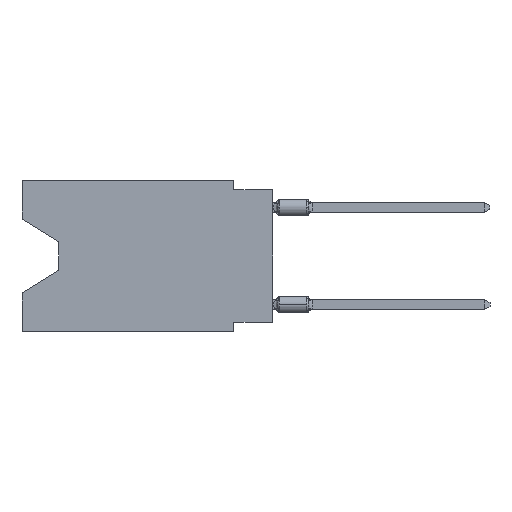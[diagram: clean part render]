
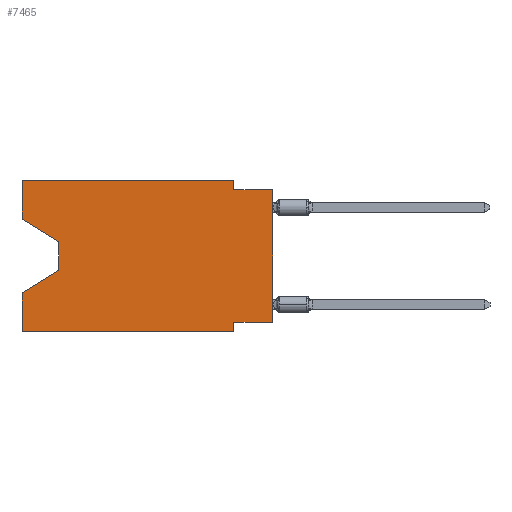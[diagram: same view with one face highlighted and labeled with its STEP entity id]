
A CAD part, left-side view. The second image highlights one B-rep face of the part: STEP entity #7465.
In plain terms, the highlighted planar face has unit normal (-1, 0, 0).
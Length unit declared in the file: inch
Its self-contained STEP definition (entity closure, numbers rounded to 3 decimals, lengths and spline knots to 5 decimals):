
#13 = VERTEX_POINT ( 'NONE', #10349 ) ;
#727 = CARTESIAN_POINT ( 'NONE',  ( 0., 0.55, -0.232 ) ) ;
#745 = CARTESIAN_POINT ( 'NONE',  ( 0., 0.645, -0.39 ) ) ;
#790 = VERTEX_POINT ( 'NONE', #745 ) ;
#836 = VERTEX_POINT ( 'NONE', #10385 ) ;
#1686 = CARTESIAN_POINT ( 'NONE',  ( 0., 0., -0.365 ) ) ;
#1808 = DIRECTION ( 'NONE',  ( 1., 0., 0. ) ) ;
#2050 = LINE ( 'NONE', #15260, #3349 ) ;
#2111 = EDGE_CURVE ( 'NONE', #15772, #13, #4556, .T. ) ;
#2544 = VECTOR ( 'NONE', #7657, 39.37008 ) ;
#3132 = CARTESIAN_POINT ( 'NONE',  ( 0., 0.645, 0. ) ) ;
#3349 = VECTOR ( 'NONE', #15369, 39.37008 ) ;
#3800 = EDGE_CURVE ( 'NONE', #3964, #7622, #17450, .T. ) ;
#3964 = VERTEX_POINT ( 'NONE', #11380 ) ;
#4368 = EDGE_CURVE ( 'NONE', #8874, #9564, #14388, .T. ) ;
#4382 = CARTESIAN_POINT ( 'NONE',  ( 0., 0.1, -0.39 ) ) ;
#4556 = LINE ( 'NONE', #14316, #9200 ) ;
#4856 = DIRECTION ( 'NONE',  ( 0., -1., 0. ) ) ;
#5158 = ORIENTED_EDGE ( 'NONE', *, *, #14167, .F. ) ;
#5247 = EDGE_CURVE ( 'NONE', #836, #16333, #14540, .T. ) ;
#5287 = DIRECTION ( 'NONE',  ( 0., -1., 0. ) ) ;
#5446 = ORIENTED_EDGE ( 'NONE', *, *, #2111, .T. ) ;
#5475 = CARTESIAN_POINT ( 'NONE',  ( 0., 0.645, 0. ) ) ;
#5551 = ORIENTED_EDGE ( 'NONE', *, *, #7427, .T. ) ;
#5608 = DIRECTION ( 'NONE',  ( 0., 0., 1. ) ) ;
#5758 = ORIENTED_EDGE ( 'NONE', *, *, #9619, .F. ) ;
#6047 = CARTESIAN_POINT ( 'NONE',  ( 0., 0.645, 0. ) ) ;
#6259 = ORIENTED_EDGE ( 'NONE', *, *, #18188, .T. ) ;
#6374 = DIRECTION ( 'NONE',  ( 0., 0., -1. ) ) ;
#6592 = VECTOR ( 'NONE', #17700, 39.37008 ) ;
#7254 = ORIENTED_EDGE ( 'NONE', *, *, #5247, .F. ) ;
#7427 = EDGE_CURVE ( 'NONE', #7622, #15772, #13402, .T. ) ;
#7465 = ADVANCED_FACE ( 'NONE', ( #11357 ), #9827, .F. ) ;
#7622 = VERTEX_POINT ( 'NONE', #12218 ) ;
#7657 = DIRECTION ( 'NONE',  ( 0., 0., 1. ) ) ;
#7951 = LINE ( 'NONE', #1686, #21362 ) ;
#8013 = VECTOR ( 'NONE', #20017, 39.37008 ) ;
#8353 = ORIENTED_EDGE ( 'NONE', *, *, #4368, .F. ) ;
#8802 = DIRECTION ( 'NONE',  ( 0., -0.855, -0.519 ) ) ;
#8874 = VERTEX_POINT ( 'NONE', #12149 ) ;
#9200 = VECTOR ( 'NONE', #20596, 39.37008 ) ;
#9312 = CARTESIAN_POINT ( 'NONE',  ( 0., 0.645, -0.10025 ) ) ;
#9404 = DIRECTION ( 'NONE',  ( 0., -1., 0. ) ) ;
#9423 = VECTOR ( 'NONE', #4856, 39.37008 ) ;
#9564 = VERTEX_POINT ( 'NONE', #15686 ) ;
#9583 = VERTEX_POINT ( 'NONE', #14065 ) ;
#9619 = EDGE_CURVE ( 'NONE', #9583, #12873, #21315, .T. ) ;
#9827 = PLANE ( 'NONE',  #16319 ) ;
#9886 = VECTOR ( 'NONE', #16847, 39.37008 ) ;
#10349 = CARTESIAN_POINT ( 'NONE',  ( 0., 0.645, -0.28975 ) ) ;
#10385 = CARTESIAN_POINT ( 'NONE',  ( 0., 0.1, -0.365 ) ) ;
#10426 = VECTOR ( 'NONE', #8802, 39.37008 ) ;
#10627 = EDGE_CURVE ( 'NONE', #20862, #12873, #12020, .T. ) ;
#10700 = LINE ( 'NONE', #6047, #16176 ) ;
#10867 = CARTESIAN_POINT ( 'NONE',  ( 0., 0.1, -0.39 ) ) ;
#11357 = FACE_OUTER_BOUND ( 'NONE', #18987, .T. ) ;
#11380 = CARTESIAN_POINT ( 'NONE',  ( 0., 0.645, -0.10025 ) ) ;
#12020 = LINE ( 'NONE', #15692, #2544 ) ;
#12149 = CARTESIAN_POINT ( 'NONE',  ( 0., 0.645, 0. ) ) ;
#12218 = CARTESIAN_POINT ( 'NONE',  ( 0., 0.55, -0.158 ) ) ;
#12873 = VERTEX_POINT ( 'NONE', #19679 ) ;
#12965 = DIRECTION ( 'NONE',  ( 0., 1., 0. ) ) ;
#12982 = CARTESIAN_POINT ( 'NONE',  ( 0., 0.645, 0. ) ) ;
#13157 = ORIENTED_EDGE ( 'NONE', *, *, #15821, .F. ) ;
#13402 = LINE ( 'NONE', #19590, #8013 ) ;
#13520 = LINE ( 'NONE', #20124, #14133 ) ;
#13932 = ORIENTED_EDGE ( 'NONE', *, *, #3800, .T. ) ;
#14065 = CARTESIAN_POINT ( 'NONE',  ( 0., 0.1, -0.025 ) ) ;
#14133 = VECTOR ( 'NONE', #5287, 39.37008 ) ;
#14167 = EDGE_CURVE ( 'NONE', #790, #13, #14908, .T. ) ;
#14316 = CARTESIAN_POINT ( 'NONE',  ( 0., 0.55, -0.232 ) ) ;
#14388 = LINE ( 'NONE', #12982, #16650 ) ;
#14540 = LINE ( 'NONE', #4382, #6592 ) ;
#14908 = LINE ( 'NONE', #5475, #9886 ) ;
#14924 = EDGE_CURVE ( 'NONE', #9564, #9583, #2050, .T. ) ;
#15043 = ORIENTED_EDGE ( 'NONE', *, *, #10627, .T. ) ;
#15260 = CARTESIAN_POINT ( 'NONE',  ( 0., 0.1, 0. ) ) ;
#15369 = DIRECTION ( 'NONE',  ( 0., 0., -1. ) ) ;
#15686 = CARTESIAN_POINT ( 'NONE',  ( 0., 0.1, 0. ) ) ;
#15692 = CARTESIAN_POINT ( 'NONE',  ( 0., 0., 0. ) ) ;
#15772 = VERTEX_POINT ( 'NONE', #727 ) ;
#15821 = EDGE_CURVE ( 'NONE', #3964, #8874, #10700, .T. ) ;
#16176 = VECTOR ( 'NONE', #5608, 39.37008 ) ;
#16319 = AXIS2_PLACEMENT_3D ( 'NONE', #3132, #1808, #6374 ) ;
#16333 = VERTEX_POINT ( 'NONE', #10867 ) ;
#16650 = VECTOR ( 'NONE', #9404, 39.37008 ) ;
#16847 = DIRECTION ( 'NONE',  ( 0., 0., 1. ) ) ;
#16877 = CARTESIAN_POINT ( 'NONE',  ( 0., 0., -0.365 ) ) ;
#17200 = EDGE_CURVE ( 'NONE', #20862, #836, #7951, .T. ) ;
#17450 = LINE ( 'NONE', #9312, #10426 ) ;
#17700 = DIRECTION ( 'NONE',  ( 0., 0., -1. ) ) ;
#17958 = CARTESIAN_POINT ( 'NONE',  ( 0., 0., -0.025 ) ) ;
#18188 = EDGE_CURVE ( 'NONE', #790, #16333, #13520, .T. ) ;
#18947 = ORIENTED_EDGE ( 'NONE', *, *, #17200, .F. ) ;
#18987 = EDGE_LOOP ( 'NONE', ( #13932, #5551, #5446, #5158, #6259, #7254, #18947, #15043, #5758, #19656, #8353, #13157 ) ) ;
#19590 = CARTESIAN_POINT ( 'NONE',  ( 0., 0.55, -0.158 ) ) ;
#19656 = ORIENTED_EDGE ( 'NONE', *, *, #14924, .F. ) ;
#19679 = CARTESIAN_POINT ( 'NONE',  ( 0., 0., -0.025 ) ) ;
#20017 = DIRECTION ( 'NONE',  ( 0., 0., -1. ) ) ;
#20124 = CARTESIAN_POINT ( 'NONE',  ( 0., 0.645, -0.39 ) ) ;
#20596 = DIRECTION ( 'NONE',  ( 0., 0.855, -0.519 ) ) ;
#20862 = VERTEX_POINT ( 'NONE', #16877 ) ;
#21315 = LINE ( 'NONE', #17958, #9423 ) ;
#21362 = VECTOR ( 'NONE', #12965, 39.37008 ) ;
